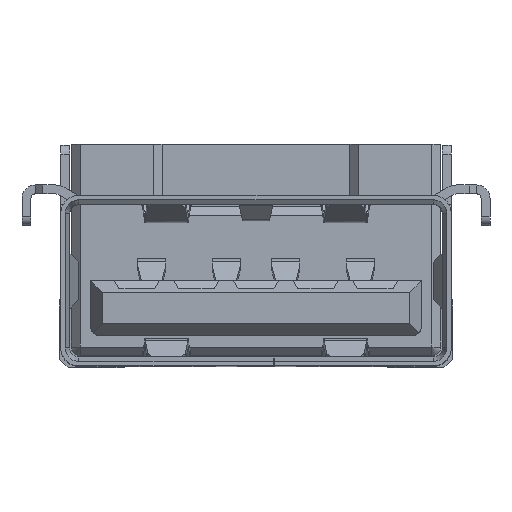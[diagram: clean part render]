
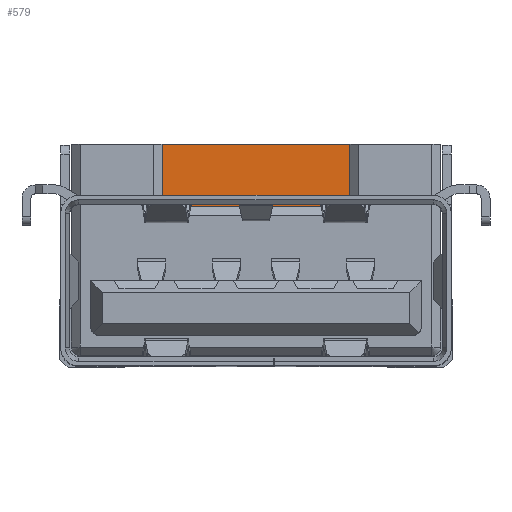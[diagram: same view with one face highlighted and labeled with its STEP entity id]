
A CAD part, top view. The second image highlights one B-rep face of the part: STEP entity #579.
In plain terms, the highlighted planar face has unit normal (0, 0, 1).
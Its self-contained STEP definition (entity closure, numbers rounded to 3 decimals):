
#579=ADVANCED_FACE('',(#2245),#2246,.T.);
#2245=FACE_OUTER_BOUND('',#5666,.T.);
#2246=PLANE('',#5667);
#5666=EDGE_LOOP('',(#11361,#11362,#11363,#11364));
#5667=AXIS2_PLACEMENT_3D('',#11365,#11366,#11367);
#11361=ORIENTED_EDGE('',*,*,#17819,.F.);
#11362=ORIENTED_EDGE('',*,*,#18170,.T.);
#11363=ORIENTED_EDGE('',*,*,#18171,.T.);
#11364=ORIENTED_EDGE('',*,*,#18172,.T.);
#11365=CARTESIAN_POINT('',(-7.014,15.514,-8.131));
#11366=DIRECTION('',(0.0,0.0,1.0));
#11367=DIRECTION('',(1.0,0.0,0.0));
#17819=EDGE_CURVE('',#21797,#21799,#21800,.T.);
#18170=EDGE_CURVE('',#21797,#22459,#22460,.T.);
#18171=EDGE_CURVE('',#22459,#22461,#22462,.T.);
#18172=EDGE_CURVE('',#22461,#21799,#22463,.T.);
#21797=VERTEX_POINT('',#28453);
#21799=VERTEX_POINT('',#28456);
#21800=LINE('',#28457,#28458);
#22459=VERTEX_POINT('',#29411);
#22460=LINE('',#29412,#29413);
#22461=VERTEX_POINT('',#29414);
#22462=LINE('',#29415,#29416);
#22463=LINE('',#29417,#29418);
#28453=CARTESIAN_POINT('',(-10.164,16.564,-8.131));
#28456=CARTESIAN_POINT('',(-3.864,16.564,-8.131));
#28457=CARTESIAN_POINT('',(-7.014,16.564,-8.131));
#28458=VECTOR('',#34937,1000.0);
#29411=CARTESIAN_POINT('',(-10.164,14.464,-8.131));
#29412=CARTESIAN_POINT('',(-10.164,15.514,-8.131));
#29413=VECTOR('',#35434,1000.0);
#29414=CARTESIAN_POINT('',(-3.864,14.464,-8.131));
#29415=CARTESIAN_POINT('',(-7.014,14.464,-8.131));
#29416=VECTOR('',#35435,1000.0);
#29417=CARTESIAN_POINT('',(-3.864,15.514,-8.131));
#29418=VECTOR('',#35436,1000.0);
#34937=DIRECTION('',(1.0,0.0,0.0));
#35434=DIRECTION('',(0.0,-1.0,0.0));
#35435=DIRECTION('',(1.0,0.0,0.0));
#35436=DIRECTION('',(0.0,1.0,0.0));
